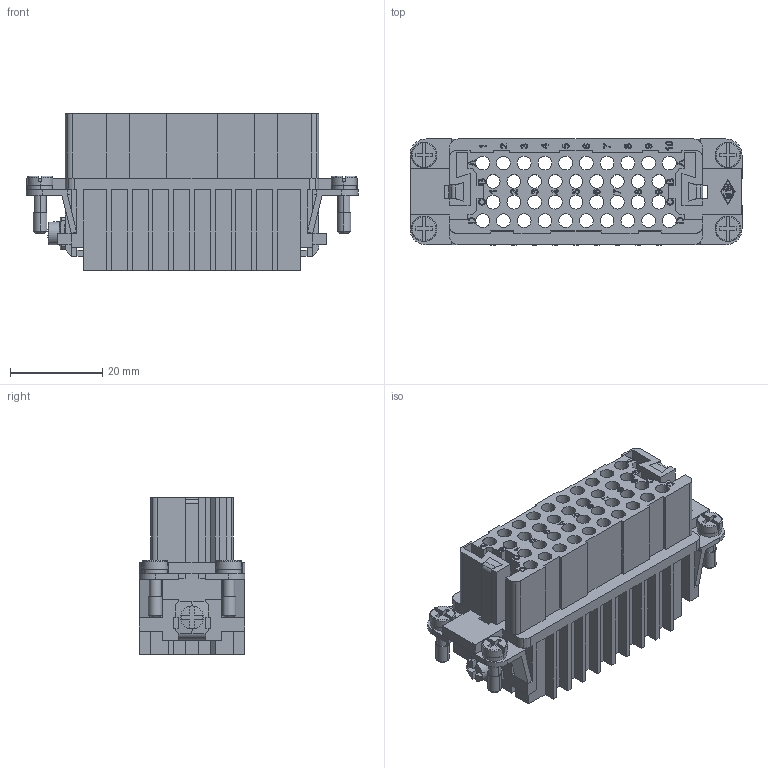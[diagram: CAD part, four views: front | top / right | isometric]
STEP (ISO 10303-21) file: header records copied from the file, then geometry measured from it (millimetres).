
FILE_DESCRIPTION((''),'2;1');
FILE_NAME('CDDF 38.stp','2006-11-29T09:37:10',('gembarski'),(''),'Autodesk Inventor 7','Autodesk Inventor 7','');
FILE_SCHEMA(('AUTOMOTIVE_DESIGN { 1 0 10303 214 1 1 1 1 }'));
Length unit declared in the file: millimetre
Products named in the file (1): CDDF 38
Bounding box: 72.1 x 23 x 34.02 mm (x, y, z)
Volume: 18211.9 mm3; surface area: 29693.4 mm2
Topology: 2 solids, 2 shells, 1794 faces, 4846 edges, 3206 vertices
Faces by surface type: bspline 865, plane 767, cylinder 146, torus 8, cone 4, sphere 4
Entity records: 60894 total; most frequent: CARTESIAN_POINT 19842, ORIENTED_EDGE 9700, DIRECTION 6193, EDGE_CURVE 4850, VERTEX_POINT 3206, VECTOR 3123, LINE 3123, EDGE_LOOP 2050
